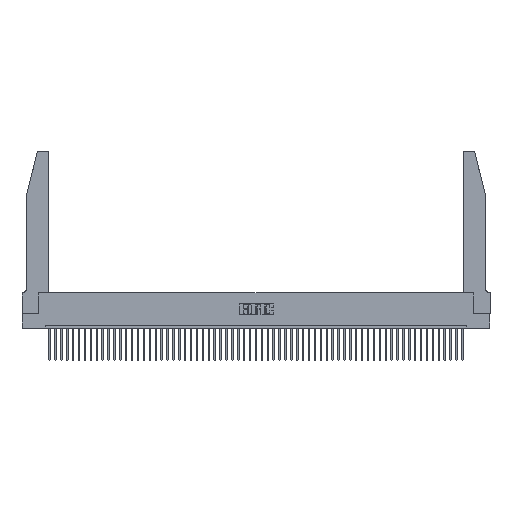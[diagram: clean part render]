
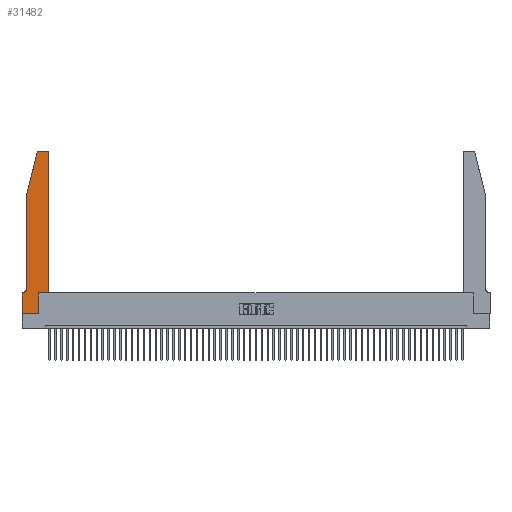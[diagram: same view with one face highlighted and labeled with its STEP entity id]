
A CAD part, top view. The second image highlights one B-rep face of the part: STEP entity #31482.
In plain terms, the highlighted planar face has unit normal (0, 0, 1).
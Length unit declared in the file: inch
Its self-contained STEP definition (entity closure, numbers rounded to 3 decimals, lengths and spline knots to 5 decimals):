
#2082 = DIRECTION ( 'NONE',  ( 0., 0., 1. ) ) ;
#2269 = VERTEX_POINT ( 'NONE', #48803 ) ;
#2860 = CARTESIAN_POINT ( 'NONE',  ( 0.0755, 2., 0.37 ) ) ;
#3434 = CARTESIAN_POINT ( 'NONE',  ( 0.2865, 0., 0.37 ) ) ;
#3557 = DIRECTION ( 'NONE',  ( 1., 0., 0. ) ) ;
#3605 = VECTOR ( 'NONE', #16659, 39.37008 ) ;
#3613 = VERTEX_POINT ( 'NONE', #11217 ) ;
#3928 = CARTESIAN_POINT ( 'NONE',  ( 0., 0., 0.37 ) ) ;
#3944 = EDGE_CURVE ( 'NONE', #42717, #36097, #16837, .T. ) ;
#4232 = VERTEX_POINT ( 'NONE', #47503 ) ;
#4819 = EDGE_CURVE ( 'NONE', #14824, #40859, #12648, .T. ) ;
#5289 = EDGE_CURVE ( 'NONE', #7132, #4232, #8672, .T. ) ;
#5824 = VECTOR ( 'NONE', #42327, 39.37008 ) ;
#6285 = DIRECTION ( 'NONE',  ( 0., -1., 0. ) ) ;
#6310 = EDGE_CURVE ( 'NONE', #36097, #45165, #22889, .T. ) ;
#6506 = DIRECTION ( 'NONE',  ( 0., -1., 0. ) ) ;
#7132 = VERTEX_POINT ( 'NONE', #40957 ) ;
#8128 = VERTEX_POINT ( 'NONE', #38561 ) ;
#8672 = CIRCLE ( 'NONE', #12273, 0.03 ) ;
#9018 = AXIS2_PLACEMENT_3D ( 'NONE', #45303, #12348, #33445 ) ;
#9156 = VECTOR ( 'NONE', #6506, 39.37008 ) ;
#10244 = LINE ( 'NONE', #2860, #41155 ) ;
#11217 = CARTESIAN_POINT ( 'NONE',  ( 0.4505, 2.72, 0.37 ) ) ;
#11655 = CARTESIAN_POINT ( 'NONE',  ( 0.0755, 2., 0.37 ) ) ;
#12273 = AXIS2_PLACEMENT_3D ( 'NONE', #29737, #30071, #52368 ) ;
#12348 = DIRECTION ( 'NONE',  ( 0., 0., -1. ) ) ;
#12390 = ORIENTED_EDGE ( 'NONE', *, *, #34432, .T. ) ;
#12542 = CARTESIAN_POINT ( 'NONE',  ( 0., 0.35, 0.37 ) ) ;
#12648 = LINE ( 'NONE', #3928, #40121 ) ;
#14270 = DIRECTION ( 'NONE',  ( 1., 0., 0. ) ) ;
#14824 = VERTEX_POINT ( 'NONE', #21648 ) ;
#15033 = CARTESIAN_POINT ( 'NONE',  ( 0.4505, 0.35, 0.37 ) ) ;
#15863 = VECTOR ( 'NONE', #36453, 39.37008 ) ;
#15916 = ORIENTED_EDGE ( 'NONE', *, *, #25141, .T. ) ;
#16548 = ORIENTED_EDGE ( 'NONE', *, *, #46282, .T. ) ;
#16659 = DIRECTION ( 'NONE',  ( 1., 0., 0. ) ) ;
#16837 = CIRCLE ( 'NONE', #9018, 0.07 ) ;
#17871 = LINE ( 'NONE', #19608, #3605 ) ;
#18769 = LINE ( 'NONE', #11655, #28768 ) ;
#18866 = DIRECTION ( 'NONE',  ( 0., 0., 1. ) ) ;
#19521 = CARTESIAN_POINT ( 'NONE',  ( 0.4205, 2.75, 0.37 ) ) ;
#19608 = CARTESIAN_POINT ( 'NONE',  ( 0.4505, 0.35, 0.37 ) ) ;
#19888 = FACE_OUTER_BOUND ( 'NONE', #49129, .T. ) ;
#20532 = DIRECTION ( 'NONE',  ( 0., 1., 0. ) ) ;
#20550 = EDGE_CURVE ( 'NONE', #2269, #42717, #10244, .T. ) ;
#20739 = EDGE_CURVE ( 'NONE', #4232, #2269, #18769, .T. ) ;
#21648 = CARTESIAN_POINT ( 'NONE',  ( 0., 0., 0.37 ) ) ;
#22233 = ORIENTED_EDGE ( 'NONE', *, *, #5289, .T. ) ;
#22315 = DIRECTION ( 'NONE',  ( 0., 1., 0. ) ) ;
#22612 = ORIENTED_EDGE ( 'NONE', *, *, #53958, .T. ) ;
#22889 = LINE ( 'NONE', #25999, #5824 ) ;
#23271 = ORIENTED_EDGE ( 'NONE', *, *, #4819, .T. ) ;
#23452 = VECTOR ( 'NONE', #22315, 39.37008 ) ;
#23734 = LINE ( 'NONE', #49046, #15863 ) ;
#24495 = ORIENTED_EDGE ( 'NONE', *, *, #6310, .T. ) ;
#24775 = ORIENTED_EDGE ( 'NONE', *, *, #20550, .T. ) ;
#24829 = ORIENTED_EDGE ( 'NONE', *, *, #49593, .T. ) ;
#24834 = LINE ( 'NONE', #26351, #23452 ) ;
#25141 = EDGE_CURVE ( 'NONE', #45165, #14824, #50477, .T. ) ;
#25874 = AXIS2_PLACEMENT_3D ( 'NONE', #27237, #2082, #31461 ) ;
#25999 = CARTESIAN_POINT ( 'NONE',  ( 0.0755, 0.35, 0.37 ) ) ;
#26351 = CARTESIAN_POINT ( 'NONE',  ( 0.4505, 0.35, 0.37 ) ) ;
#26611 = AXIS2_PLACEMENT_3D ( 'NONE', #47397, #18866, #14270 ) ;
#27237 = CARTESIAN_POINT ( 'NONE',  ( 0.4205, 2.72, 0.37 ) ) ;
#27340 = VECTOR ( 'NONE', #20532, 39.37008 ) ;
#27661 = EDGE_CURVE ( 'NONE', #8128, #27986, #17871, .T. ) ;
#27986 = VERTEX_POINT ( 'NONE', #15033 ) ;
#28768 = VECTOR ( 'NONE', #32410, 39.37008 ) ;
#29737 = CARTESIAN_POINT ( 'NONE',  ( 0.284, 2.72, 0.37 ) ) ;
#30071 = DIRECTION ( 'NONE',  ( 0., 0., 1. ) ) ;
#31461 = DIRECTION ( 'NONE',  ( 1., 0., 0. ) ) ;
#31482 = ADVANCED_FACE ( 'NONE', ( #19888 ), #34645, .T. ) ;
#31637 = CARTESIAN_POINT ( 'NONE',  ( 0., 0., 0.37 ) ) ;
#32410 = DIRECTION ( 'NONE',  ( -0.239, -0.971, 0. ) ) ;
#33445 = DIRECTION ( 'NONE',  ( -1., 0., 0. ) ) ;
#34432 = EDGE_CURVE ( 'NONE', #27986, #3613, #24834, .T. ) ;
#34645 = PLANE ( 'NONE',  #26611 ) ;
#35175 = LINE ( 'NONE', #53896, #27340 ) ;
#36097 = VERTEX_POINT ( 'NONE', #54271 ) ;
#36453 = DIRECTION ( 'NONE',  ( -1., 0., 0. ) ) ;
#38561 = CARTESIAN_POINT ( 'NONE',  ( 0.2865, 0.35, 0.37 ) ) ;
#40121 = VECTOR ( 'NONE', #3557, 39.37008 ) ;
#40859 = VERTEX_POINT ( 'NONE', #3434 ) ;
#40957 = CARTESIAN_POINT ( 'NONE',  ( 0.284, 2.75, 0.37 ) ) ;
#41155 = VECTOR ( 'NONE', #6285, 39.37008 ) ;
#42327 = DIRECTION ( 'NONE',  ( -1., 0., 0. ) ) ;
#42522 = ORIENTED_EDGE ( 'NONE', *, *, #3944, .T. ) ;
#42693 = VERTEX_POINT ( 'NONE', #19521 ) ;
#42717 = VERTEX_POINT ( 'NONE', #45166 ) ;
#43780 = ORIENTED_EDGE ( 'NONE', *, *, #27661, .T. ) ;
#43893 = CIRCLE ( 'NONE', #25874, 0.03 ) ;
#45165 = VERTEX_POINT ( 'NONE', #12542 ) ;
#45166 = CARTESIAN_POINT ( 'NONE',  ( 0.0755, 0.42, 0.37 ) ) ;
#45303 = CARTESIAN_POINT ( 'NONE',  ( 0.0055, 0.42, 0.37 ) ) ;
#46282 = EDGE_CURVE ( 'NONE', #40859, #8128, #35175, .T. ) ;
#47397 = CARTESIAN_POINT ( 'NONE',  ( 0., 0.35, 0.37 ) ) ;
#47503 = CARTESIAN_POINT ( 'NONE',  ( 0.25487, 2.72718, 0.37 ) ) ;
#48803 = CARTESIAN_POINT ( 'NONE',  ( 0.0755, 2., 0.37 ) ) ;
#49046 = CARTESIAN_POINT ( 'NONE',  ( 0.2605, 2.75, 0.37 ) ) ;
#49129 = EDGE_LOOP ( 'NONE', ( #24829, #22233, #50120, #24775, #42522, #24495, #15916, #23271, #16548, #43780, #12390, #22612 ) ) ;
#49593 = EDGE_CURVE ( 'NONE', #42693, #7132, #23734, .T. ) ;
#50120 = ORIENTED_EDGE ( 'NONE', *, *, #20739, .T. ) ;
#50477 = LINE ( 'NONE', #31637, #9156 ) ;
#52368 = DIRECTION ( 'NONE',  ( 1., 0., 0. ) ) ;
#53896 = CARTESIAN_POINT ( 'NONE',  ( 0.2865, 0.35, 0.37 ) ) ;
#53958 = EDGE_CURVE ( 'NONE', #3613, #42693, #43893, .T. ) ;
#54271 = CARTESIAN_POINT ( 'NONE',  ( 0.0055, 0.35, 0.37 ) ) ;
